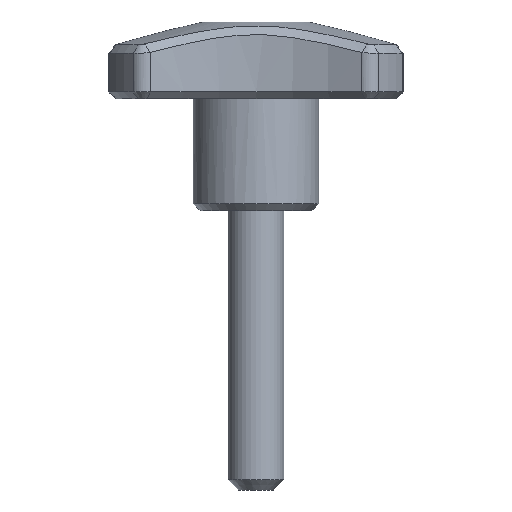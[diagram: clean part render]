
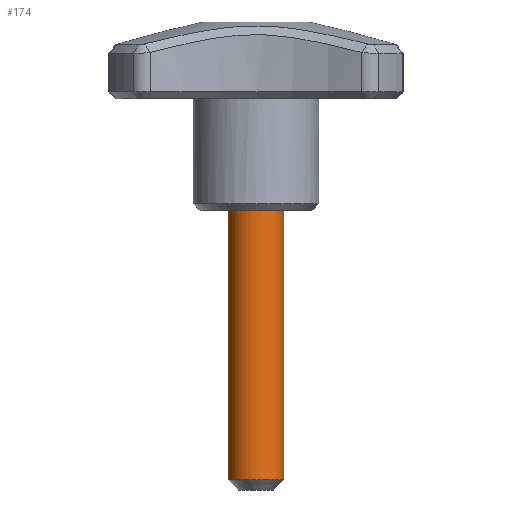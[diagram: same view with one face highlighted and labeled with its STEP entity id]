
A CAD part, front view. The second image highlights one B-rep face of the part: STEP entity #174.
In plain terms, the highlighted cylindrical face has radius 4 mm (diameter 8 mm), a full revolution.
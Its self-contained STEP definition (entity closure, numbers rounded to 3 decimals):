
#174 = ADVANCED_FACE( '', ( #365, #366 ), #367, .T. );
#365 = FACE_OUTER_BOUND( '', #643, .T. );
#366 = FACE_OUTER_BOUND( '', #644, .T. );
#367 = CYLINDRICAL_SURFACE( '', #645, 4. );
#643 = EDGE_LOOP( '', ( #1082 ) );
#644 = EDGE_LOOP( '', ( #1083 ) );
#645 = AXIS2_PLACEMENT_3D( '', #1084, #1085, #1086 );
#1082 = ORIENTED_EDGE( '', *, *, #1342, .T. );
#1083 = ORIENTED_EDGE( '', *, *, #1331, .T. );
#1084 = CARTESIAN_POINT( '', ( 0., 0., -40. ) );
#1085 = DIRECTION( '', ( 0., 0., -1. ) );
#1086 = DIRECTION( '', ( 1., 0., 0. ) );
#1331 = EDGE_CURVE( '', #1595, #1595, #1596, .F. );
#1342 = EDGE_CURVE( '', #1609, #1609, #1610, .F. );
#1595 = VERTEX_POINT( '', #2144 );
#1596 = CIRCLE( '', #2145, 4. );
#1609 = VERTEX_POINT( '', #2179 );
#1610 = CIRCLE( '', #2180, 4. );
#2144 = CARTESIAN_POINT( '', ( 4., 0., 0. ) );
#2145 = AXIS2_PLACEMENT_3D( '', #2545, #2546, #2547 );
#2179 = CARTESIAN_POINT( '', ( -4., 0., -38.5 ) );
#2180 = AXIS2_PLACEMENT_3D( '', #2556, #2557, #2558 );
#2545 = CARTESIAN_POINT( '', ( 0., 0., 0. ) );
#2546 = DIRECTION( '', ( 0., 0., 1. ) );
#2547 = DIRECTION( '', ( 1., 0., 0. ) );
#2556 = CARTESIAN_POINT( '', ( 0., 0., -38.5 ) );
#2557 = DIRECTION( '', ( 0., 0., -1. ) );
#2558 = DIRECTION( '', ( -1., 0., 0. ) );
